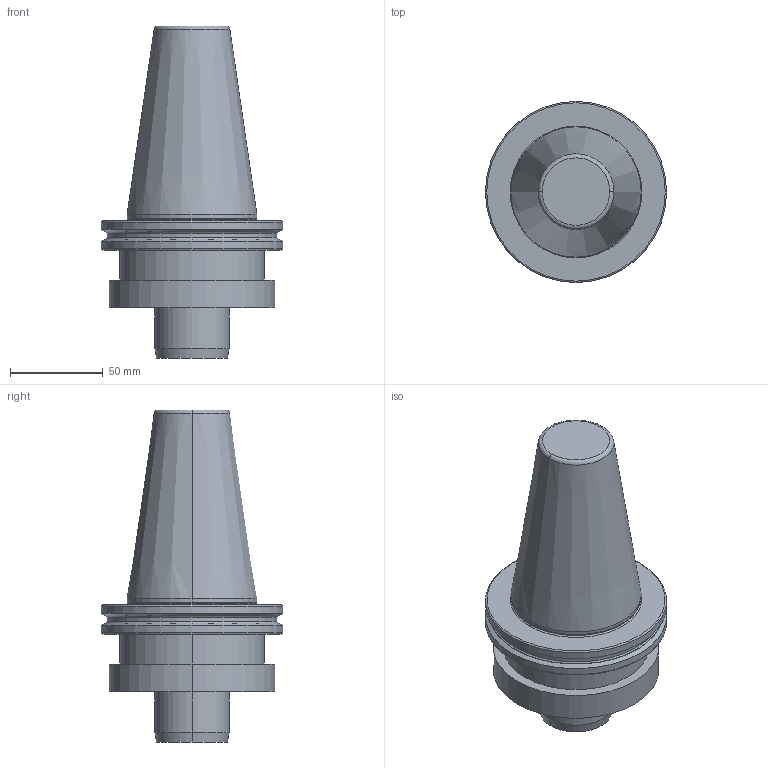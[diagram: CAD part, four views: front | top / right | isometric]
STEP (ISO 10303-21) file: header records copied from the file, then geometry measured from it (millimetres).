
FILE_DESCRIPTION(/* description */ (''),/* implementation_level */ '2;1');
FILE_NAME(/* name */ '1624363218724.stp',/* time_stamp */ '2021-06-22T17:30:30+05:00',/* author */ (''),/* organization */ ('SMS'),/* preprocessor_version */ 'ST-DEVELOPER v16.7',/* originating_system */ 'SIEMENS PLM Software NX 12.0',/* authorisation */ '');
FILE_SCHEMA (('AUTOMOTIVE_DESIGN { 1 0 10303 214 3 1 1 1 }'));
Length unit declared in the file: millimetre
Products named in the file (1): 203567187mod000_00
Bounding box: 97.45 x 97.45 x 178.6 mm (x, y, z)
Volume: 576410.5 mm3; surface area: 50688.6 mm2
Topology: 1 solids, 1 shells, 37 faces, 71 edges, 45 vertices
Faces by surface type: cylinder 11, torus 10, plane 8, cone 8
Full cylindrical faces by diameter (mm): 91 x1, 97.45 x2
Entity records: 1018 total; most frequent: DIRECTION 205, CARTESIAN_POINT 157, ORIENTED_EDGE 142, AXIS2_PLACEMENT_3D 93, EDGE_CURVE 71, CIRCLE 52, EDGE_LOOP 43, VERTEX_POINT 42
